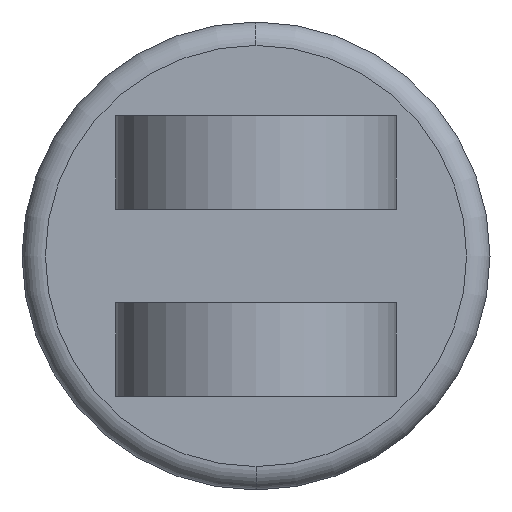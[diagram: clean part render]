
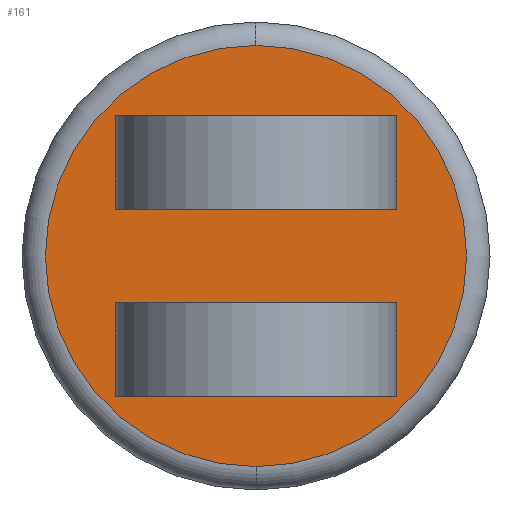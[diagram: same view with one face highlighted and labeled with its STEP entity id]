
A CAD part, left-side view. The second image highlights one B-rep face of the part: STEP entity #161.
In plain terms, the highlighted planar face has unit normal (-1, 0, 0).
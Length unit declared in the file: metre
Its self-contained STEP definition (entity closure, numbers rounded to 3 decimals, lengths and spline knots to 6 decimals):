
#34 = VERTEX_POINT ( 'NONE', #589 ) ;
#43 = DIRECTION ( 'NONE',  ( 0., 0., 1. ) ) ;
#54 = DIRECTION ( 'NONE',  ( 0., 0., -1. ) ) ;
#67 = VERTEX_POINT ( 'NONE', #700 ) ;
#89 = CARTESIAN_POINT ( 'NONE',  ( 0., -0.0381, 0.0381 ) ) ;
#94 = CARTESIAN_POINT ( 'NONE',  ( 0., 0.0381, -0.0381 ) ) ;
#96 = VECTOR ( 'NONE', #724, 1. ) ;
#115 = EDGE_CURVE ( 'NONE', #1122, #931, #1055, .T. ) ;
#138 = ORIENTED_EDGE ( 'NONE', *, *, #320, .T. ) ;
#153 = ORIENTED_EDGE ( 'NONE', *, *, #297, .T. ) ;
#158 = CARTESIAN_POINT ( 'NONE',  ( 0., 0., 0. ) ) ;
#161 = ADVANCED_FACE ( 'NONE', ( #768, #556, #528 ), #1114, .F. ) ;
#172 = EDGE_LOOP ( 'NONE', ( #644, #153 ) ) ;
#209 = DIRECTION ( 'NONE',  ( 0., -1., 0. ) ) ;
#211 = ORIENTED_EDGE ( 'NONE', *, *, #854, .F. ) ;
#222 = EDGE_CURVE ( 'NONE', #918, #607, #284, .T. ) ;
#250 = DIRECTION ( 'NONE',  ( 0., 0., -1. ) ) ;
#252 = DIRECTION ( 'NONE',  ( 0., 0., -1. ) ) ;
#267 = VECTOR ( 'NONE', #280, 1. ) ;
#280 = DIRECTION ( 'NONE',  ( 0., 1., 0. ) ) ;
#284 = LINE ( 'NONE', #911, #714 ) ;
#297 = EDGE_CURVE ( 'NONE', #414, #1000, #386, .T. ) ;
#314 = ORIENTED_EDGE ( 'NONE', *, *, #222, .T. ) ;
#320 = EDGE_CURVE ( 'NONE', #34, #67, #840, .T. ) ;
#353 = DIRECTION ( 'NONE',  ( -1., 0., 0. ) ) ;
#360 = VECTOR ( 'NONE', #54, 1. ) ;
#362 = ORIENTED_EDGE ( 'NONE', *, *, #1020, .T. ) ;
#386 = CIRCLE ( 'NONE', #685, 0.05715 ) ;
#414 = VERTEX_POINT ( 'NONE', #543 ) ;
#418 = CARTESIAN_POINT ( 'NONE',  ( 0., -0.0508, -0.0127 ) ) ;
#425 = VECTOR ( 'NONE', #576, 1. ) ;
#428 = VECTOR ( 'NONE', #43, 1. ) ;
#437 = CARTESIAN_POINT ( 'NONE',  ( 0., 0., 0. ) ) ;
#445 = EDGE_LOOP ( 'NONE', ( #211, #138, #558, #314 ) ) ;
#457 = LINE ( 'NONE', #758, #694 ) ;
#461 = VERTEX_POINT ( 'NONE', #89 ) ;
#477 = CARTESIAN_POINT ( 'NONE',  ( 0., 0.0381, -0.0127 ) ) ;
#480 = EDGE_CURVE ( 'NONE', #461, #931, #1161, .T. ) ;
#492 = LINE ( 'NONE', #418, #710 ) ;
#528 = FACE_BOUND ( 'NONE', #445, .T. ) ;
#541 = CARTESIAN_POINT ( 'NONE',  ( 0., -0.0381, 0.0127 ) ) ;
#543 = CARTESIAN_POINT ( 'NONE',  ( 0., 0., 0.05715 ) ) ;
#556 = FACE_BOUND ( 'NONE', #574, .T. ) ;
#558 = ORIENTED_EDGE ( 'NONE', *, *, #629, .F. ) ;
#574 = EDGE_LOOP ( 'NONE', ( #362, #988, #957, #1151 ) ) ;
#576 = DIRECTION ( 'NONE',  ( 0., 0., -1. ) ) ;
#586 = DIRECTION ( 'NONE',  ( 0., 0., -1. ) ) ;
#589 = CARTESIAN_POINT ( 'NONE',  ( 0., -0.0381, -0.0127 ) ) ;
#590 = AXIS2_PLACEMENT_3D ( 'NONE', #158, #799, #252 ) ;
#607 = VERTEX_POINT ( 'NONE', #477 ) ;
#629 = EDGE_CURVE ( 'NONE', #918, #67, #457, .T. ) ;
#634 = CARTESIAN_POINT ( 'NONE',  ( 0., -0.0508, 0.0127 ) ) ;
#638 = DIRECTION ( 'NONE',  ( 1., 0., 0. ) ) ;
#644 = ORIENTED_EDGE ( 'NONE', *, *, #922, .T. ) ;
#662 = EDGE_CURVE ( 'NONE', #461, #1009, #926, .T. ) ;
#685 = AXIS2_PLACEMENT_3D ( 'NONE', #437, #353, #250 ) ;
#689 = CARTESIAN_POINT ( 'NONE',  ( 0., 0.0381, 0.0127 ) ) ;
#694 = VECTOR ( 'NONE', #209, 1. ) ;
#700 = CARTESIAN_POINT ( 'NONE',  ( 0., -0.0381, -0.0381 ) ) ;
#710 = VECTOR ( 'NONE', #866, 1. ) ;
#714 = VECTOR ( 'NONE', #829, 1. ) ;
#721 = CARTESIAN_POINT ( 'NONE',  ( 0., 0., -0.05715 ) ) ;
#724 = DIRECTION ( 'NONE',  ( 0., 1., 0. ) ) ;
#758 = CARTESIAN_POINT ( 'NONE',  ( 0., 0.0381, -0.0381 ) ) ;
#768 = FACE_OUTER_BOUND ( 'NONE', #172, .T. ) ;
#799 = DIRECTION ( 'NONE',  ( -1., 0., 0. ) ) ;
#823 = LINE ( 'NONE', #634, #96 ) ;
#828 = CARTESIAN_POINT ( 'NONE',  ( 0., -0.0381, 0.0381 ) ) ;
#829 = DIRECTION ( 'NONE',  ( 0., 0., 1. ) ) ;
#840 = LINE ( 'NONE', #991, #360 ) ;
#854 = EDGE_CURVE ( 'NONE', #34, #607, #492, .T. ) ;
#866 = DIRECTION ( 'NONE',  ( 0., 1., 0. ) ) ;
#884 = CARTESIAN_POINT ( 'NONE',  ( 0., 0.0381, 0.0381 ) ) ;
#911 = CARTESIAN_POINT ( 'NONE',  ( 0., 0.0381, -0.0381 ) ) ;
#918 = VERTEX_POINT ( 'NONE', #1141 ) ;
#922 = EDGE_CURVE ( 'NONE', #1000, #414, #955, .T. ) ;
#926 = LINE ( 'NONE', #1019, #425 ) ;
#931 = VERTEX_POINT ( 'NONE', #884 ) ;
#935 = CARTESIAN_POINT ( 'NONE',  ( 0., 0., 0. ) ) ;
#955 = CIRCLE ( 'NONE', #590, 0.05715 ) ;
#957 = ORIENTED_EDGE ( 'NONE', *, *, #480, .F. ) ;
#988 = ORIENTED_EDGE ( 'NONE', *, *, #115, .T. ) ;
#991 = CARTESIAN_POINT ( 'NONE',  ( 0., -0.0381, 0.0381 ) ) ;
#1000 = VERTEX_POINT ( 'NONE', #721 ) ;
#1009 = VERTEX_POINT ( 'NONE', #541 ) ;
#1019 = CARTESIAN_POINT ( 'NONE',  ( 0., -0.0381, 0.0381 ) ) ;
#1020 = EDGE_CURVE ( 'NONE', #1009, #1122, #823, .T. ) ;
#1055 = LINE ( 'NONE', #94, #428 ) ;
#1114 = PLANE ( 'NONE',  #1117 ) ;
#1117 = AXIS2_PLACEMENT_3D ( 'NONE', #935, #638, #586 ) ;
#1122 = VERTEX_POINT ( 'NONE', #689 ) ;
#1141 = CARTESIAN_POINT ( 'NONE',  ( 0., 0.0381, -0.0381 ) ) ;
#1151 = ORIENTED_EDGE ( 'NONE', *, *, #662, .T. ) ;
#1161 = LINE ( 'NONE', #828, #267 ) ;
